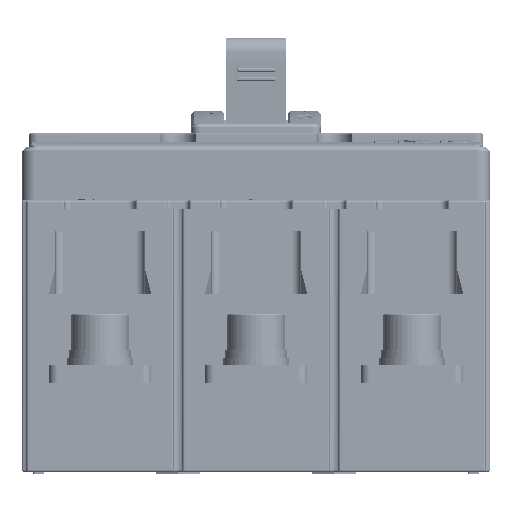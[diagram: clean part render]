
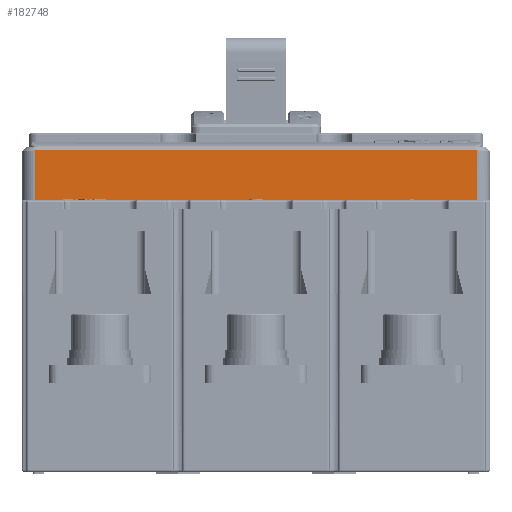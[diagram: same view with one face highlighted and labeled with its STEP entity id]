
A CAD part, left-side view. The second image highlights one B-rep face of the part: STEP entity #182748.
In plain terms, the highlighted planar face has unit normal (-1, 0, 0).
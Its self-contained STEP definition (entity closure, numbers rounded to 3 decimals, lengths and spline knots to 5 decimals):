
#173992=CARTESIAN_POINT('',(0.0315,0.1018,
0.02951));
#173993=CARTESIAN_POINT('',(0.0315,0.10182,
0.02951));
#173994=CARTESIAN_POINT('',(0.0315,0.10187,
0.02951));
#173995=CARTESIAN_POINT('',(0.0315,0.10193,
0.02951));
#173996=CARTESIAN_POINT('',(0.0315,0.10198,
0.02951));
#173997=CARTESIAN_POINT('',(0.0315,0.102,
0.02951));
#174017=DIRECTION('',(0.,1.,0.));
#174018=VECTOR('',#174017,0.099);
#174019=CARTESIAN_POINT('',(0.0315,0.003,
0.01831));
#174020=LINE('',#174019,#174018);
#175286=DIRECTION('',(0.,0.,1.));
#175287=VECTOR('',#175286,0.01119);
#175288=CARTESIAN_POINT('',(0.0315,0.003,
0.01831));
#175289=LINE('',#175288,#175287);
#175304=CARTESIAN_POINT('',(0.0315,0.003,
0.02951));
#175305=CARTESIAN_POINT('',(0.0315,0.00302,
0.02951));
#175306=CARTESIAN_POINT('',(0.0315,0.00307,
0.02951));
#175307=CARTESIAN_POINT('',(0.0315,0.00313,
0.02951));
#175308=CARTESIAN_POINT('',(0.0315,0.00318,
0.02951));
#175309=CARTESIAN_POINT('',(0.0315,0.0032,
0.02951));
#175315=DIRECTION('',(0.,1.,0.));
#175316=VECTOR('',#175315,0.0986);
#175317=CARTESIAN_POINT('',(0.0315,0.0032,
0.02951));
#175318=LINE('',#175317,#175316);
#180080=DIRECTION('',(0.,0.,-1.));
#180081=VECTOR('',#180080,0.01119);
#180082=CARTESIAN_POINT('',(0.0315,0.102,
0.02951));
#180083=LINE('',#180082,#180081);
#181121=CARTESIAN_POINT('',(0.0315,0.102,
0.01831));
#181122=VERTEX_POINT('',#181121);
#181123=CARTESIAN_POINT('',(0.0315,0.003,
0.01831));
#181124=VERTEX_POINT('',#181123);
#181206=VERTEX_POINT('',#173992);
#181207=VERTEX_POINT('',#173997);
#181208=CARTESIAN_POINT('',(0.0315,0.0032,
0.02951));
#181209=VERTEX_POINT('',#181208);
#181210=VERTEX_POINT('',#175304);
#182730=CARTESIAN_POINT('',(0.0315,0.,
0.01831));
#182731=DIRECTION('',(-1.,0.,0.));
#182732=DIRECTION('',(0.,0.,-1.));
#182733=AXIS2_PLACEMENT_3D('',#182730,#182731,#182732);
#182734=PLANE('',#182733);
#182736=ORIENTED_EDGE('',*,*,#182735,.T.);
#182738=ORIENTED_EDGE('',*,*,#182737,.F.);
#182739=ORIENTED_EDGE('',*,*,#182712,.F.);
#182741=ORIENTED_EDGE('',*,*,#182740,.F.);
#182743=ORIENTED_EDGE('',*,*,#182742,.F.);
#182745=ORIENTED_EDGE('',*,*,#182744,.F.);
#182746=EDGE_LOOP('',(#182736,#182738,#182739,#182741,#182743,#182745));
#182747=FACE_OUTER_BOUND('',#182746,.F.);
#182748=ADVANCED_FACE('',(#182747),#182734,.T.);
#173998=B_SPLINE_CURVE_WITH_KNOTS('',3,(#173992,#173993,#173994,#173995,#173996,
#173997),.UNSPECIFIED.,.F.,.F.,(4,1,1,4),(0.,0.33333,
0.66667,1.),.UNSPECIFIED.);
#175310=B_SPLINE_CURVE_WITH_KNOTS('',3,(#175304,#175305,#175306,#175307,#175308,
#175309),.UNSPECIFIED.,.F.,.F.,(4,1,1,4),(0.,0.33333,
0.66667,1.),.UNSPECIFIED.);
#182712=EDGE_CURVE('',#181206,#181207,#173998,.T.);
#182735=EDGE_CURVE('',#181124,#181122,#174020,.T.);
#182737=EDGE_CURVE('',#181207,#181122,#180083,.T.);
#182740=EDGE_CURVE('',#181209,#181206,#175318,.T.);
#182742=EDGE_CURVE('',#181210,#181209,#175310,.T.);
#182744=EDGE_CURVE('',#181124,#181210,#175289,.T.);
